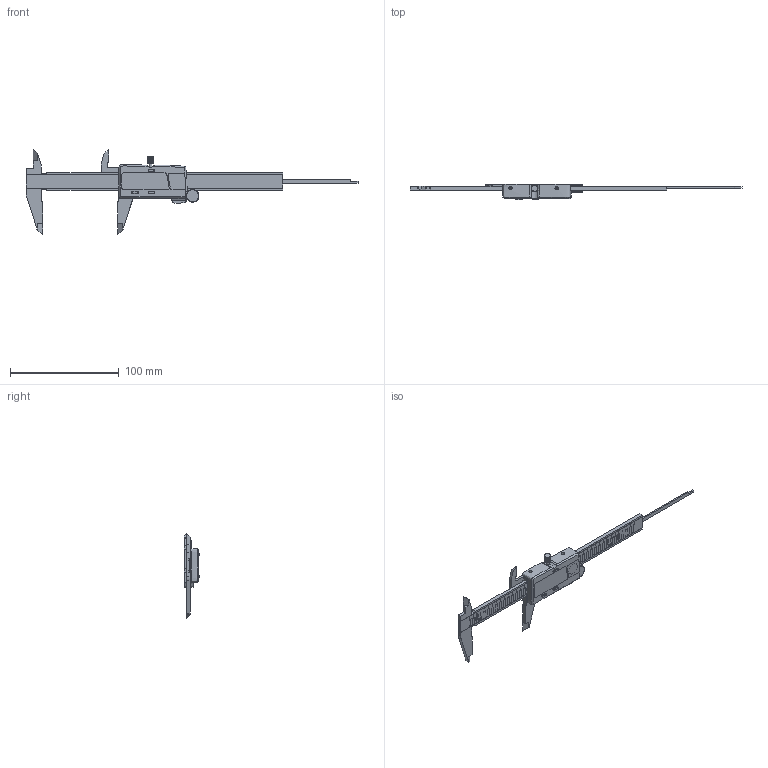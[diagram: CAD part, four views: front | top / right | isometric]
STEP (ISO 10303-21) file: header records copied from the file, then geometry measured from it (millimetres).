
FILE_DESCRIPTION(('FreeCAD Model'),'2;1');
FILE_NAME('Open CASCADE Shape Model','2023-10-11T20:26:19',(''),(''), 'Open CASCADE STEP processor 7.6','FreeCAD','Unknown');
FILE_SCHEMA(('AUTOMOTIVE_DESIGN { 1 0 10303 214 1 1 1 1 }'));
Length unit declared in the file: millimetre
Products named in the file (32): Stainless steel caliper; Main metal bodies; Body 2; Rule; Body1; Capacitors; Scale; Case; Plastic case; Crystal; LR44 batt; PCB; Body006; Display; Cuerpo; Cuerpo001; Cuerpo002; Cuerpo003; Buttons; Button; Buttons down; Rotating thing; Spring; Batt cover; Fasteners; M2.5x4-Tornillo; M2x10-Tornillo; M2x10-Tornillo001; M2-Inserto; M1.6x4-Tornillo; M1.6x4-Tornillo001; Knurled-Head Thumb Screw
Assembly tree (40 placements, depth 5):
  Stainless steel caliper
    Main metal bodies
      Body 2
      Rule
        Body1
        Capacitors
        Scale
    Case
      Plastic case
      Crystal
      LR44 batt
      PCB
        Body006
      Display
        Cuerpo
        Cuerpo001
        Cuerpo002
        Cuerpo003
      Buttons
        Button
        Buttons down
          Button  x2
      Rotating thing
      Spring
      Batt cover
    Fasteners
      M2.5x4-Tornillo  x2
      M2x10-Tornillo
      M2x10-Tornillo001
        M2x10-Tornillo  x3
      M2-Inserto
      M1.6x4-Tornillo
      M1.6x4-Tornillo001
        M1.6x4-Tornillo  x3
      Knurled-Head Thumb Screw
Bounding box: 305 x 14.5 x 77.5 mm (x, y, z)
Volume: 33148.7 mm3; surface area: 52521.2 mm2
Topology: 30 solids, 30 shells, 1847 faces, 4986 edges, 3226 vertices
Faces by surface type: plane 1264, cylinder 408, cone 137, torus 20, revolution 8, bspline 6, extrusion 4
Full cylindrical faces by diameter (mm): 0.784 x1, 0.996 x1, 1.022 x1, 1.029 x1, 1.04 x1, 1.152 x1, 1.181 x1, 1.4 x1, 1.562 x1, 1.568 x1, 1.6 x5, 1.747 x1, 2 x4, 2.011 x1, 2.05 x3, 2.054 x1, 2.099 x1, 2.142 x1, 2.2 x4, 2.207 x1, 2.216 x1, 2.224 x1, 2.297 x1, 2.5 x4, 2.649 x2, 2.8 x8, 3 x2, 3.01 x1, 3.07 x1, 3.6 x4
Entity records: 60755 total; most frequent: CARTESIAN_POINT 13021, ORIENTED_EDGE 8864, DIRECTION 8487, EDGE_CURVE 4432, VECTOR 3277, LINE 3273, VERTEX_POINT 2876, AXIS2_PLACEMENT_3D 2604
